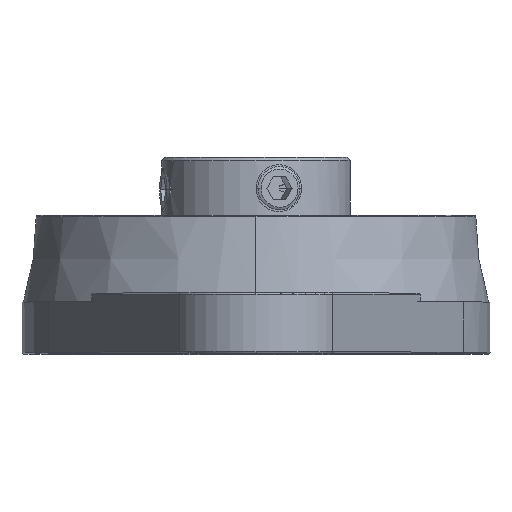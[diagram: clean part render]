
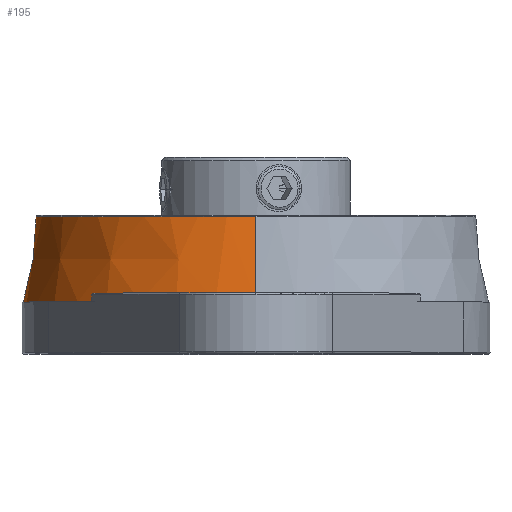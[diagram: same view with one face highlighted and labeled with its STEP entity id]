
A CAD part, top view. The second image highlights one B-rep face of the part: STEP entity #195.
In plain terms, the highlighted conical face has half-angle 8.531 degrees and reference radius 12.688 mm.
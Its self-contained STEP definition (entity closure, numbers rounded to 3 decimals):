
#102=CARTESIAN_POINT('Vertex',(1.463,1.852,33.812)) ;
#106=CARTESIAN_POINT('Control Point',(1.463,1.852,59.188)) ;
#107=CARTESIAN_POINT('Control Point',(-0.53,1.852,59.188)) ;
#108=CARTESIAN_POINT('Control Point',(-2.523,1.852,58.796)) ;
#109=CARTESIAN_POINT('Control Point',(-4.413,1.852,58.013)) ;
#110=CARTESIAN_POINT('Control Point',(-7.785,1.852,55.748)) ;
#111=CARTESIAN_POINT('Control Point',(-10.05,1.852,52.376)) ;
#112=CARTESIAN_POINT('Control Point',(-10.833,1.852,50.486)) ;
#113=CARTESIAN_POINT('Control Point',(-11.616,1.852,46.5)) ;
#114=CARTESIAN_POINT('Control Point',(-10.833,1.852,42.514)) ;
#115=CARTESIAN_POINT('Control Point',(-10.05,1.852,40.624)) ;
#116=CARTESIAN_POINT('Control Point',(-7.785,1.852,37.252)) ;
#117=CARTESIAN_POINT('Control Point',(-4.413,1.852,34.987)) ;
#118=CARTESIAN_POINT('Control Point',(-2.523,1.852,34.204)) ;
#119=CARTESIAN_POINT('Control Point',(-0.53,1.852,33.812)) ;
#120=CARTESIAN_POINT('Control Point',(1.463,1.852,33.812)) ;
#121=CARTESIAN_POINT('Vertex',(1.463,1.852,59.188)) ;
#165=CARTESIAN_POINT('Axis2P3D Location',(1.463,1.852,46.5)) ;
#170=CARTESIAN_POINT('Line Origine',(1.463,-4944637.619,-741662.109)) ;
#174=CARTESIAN_POINT('Vertex',(1.463,-3.062,33.075)) ;
#177=CARTESIAN_POINT('Axis2P3D Location',(1.463,-3.062,46.5)) ;
#181=CARTESIAN_POINT('Vertex',(1.463,-3.062,59.925)) ;
#184=CARTESIAN_POINT('Line Origine',(1.463,-4944637.619,741755.109)) ;
#166=DIRECTION('Axis2P3D Direction',(0.,-1.,0.)) ;
#167=DIRECTION('Axis2P3D XDirection',(0.,0.,-1.)) ;
#171=DIRECTION('Vector Direction',(0.,-0.989,-0.148)) ;
#178=DIRECTION('Axis2P3D Direction',(0.,-1.,0.)) ;
#185=DIRECTION('Vector Direction',(0.,-0.989,0.148)) ;
#168=AXIS2_PLACEMENT_3D('Cone Axis2P3D',#165,#166,#167) ;
#179=AXIS2_PLACEMENT_3D('Circle Axis2P3D',#177,#178,$) ;
#190=ORIENTED_EDGE('',*,*,#176,.F.) ;
#191=ORIENTED_EDGE('',*,*,#183,.F.) ;
#192=ORIENTED_EDGE('',*,*,#188,.T.) ;
#193=ORIENTED_EDGE('',*,*,#123,.T.) ;
#172=VECTOR('Line Direction',#171,1.) ;
#186=VECTOR('Line Direction',#185,1.) ;
#195=ADVANCED_FACE('Body1',(#194),#169,.T.) ;
#105=B_SPLINE_CURVE_WITH_KNOTS('',5,(#106,#107,#108,#109,#110,#111,#112,#113,#114,#115,#116,#117,#118,#119,#120),.UNSPECIFIED.,.F.,.U.,(6,3,3,3,6),(-19.775,-9.887,0.,9.887,19.775),.UNSPECIFIED.) ;
#180=CIRCLE('generated circle',#179,13.425) ;
#169=CONICAL_SURFACE('Cone',#168,12.688,0.149) ;
#123=EDGE_CURVE('',#122,#103,#105,.T.) ;
#176=EDGE_CURVE('',#175,#103,#173,.F.) ;
#183=EDGE_CURVE('',#182,#175,#180,.T.) ;
#188=EDGE_CURVE('',#182,#122,#187,.F.) ;
#189=EDGE_LOOP('',(#190,#191,#192,#193)) ;
#194=FACE_OUTER_BOUND('',#189,.T.) ;
#173=LINE('Line',#170,#172) ;
#187=LINE('Line',#184,#186) ;
#103=VERTEX_POINT('',#102) ;
#122=VERTEX_POINT('',#121) ;
#175=VERTEX_POINT('',#174) ;
#182=VERTEX_POINT('',#181) ;
